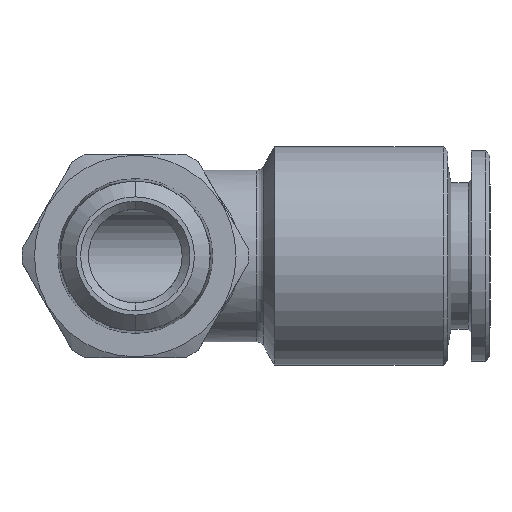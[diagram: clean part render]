
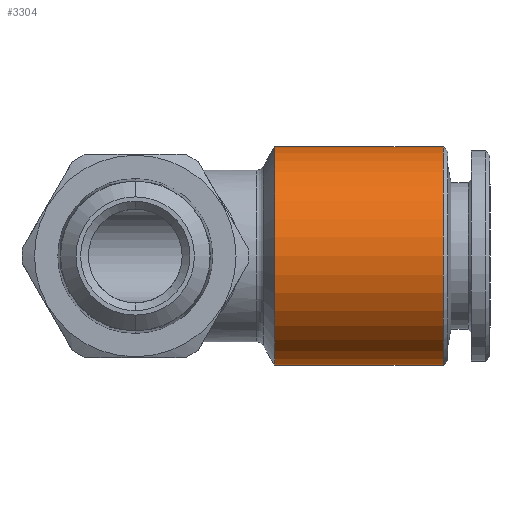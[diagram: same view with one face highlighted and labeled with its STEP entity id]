
A CAD part, front view. The second image highlights one B-rep face of the part: STEP entity #3304.
In plain terms, the highlighted cylindrical face has radius 7 mm (diameter 14 mm), a partial arc.
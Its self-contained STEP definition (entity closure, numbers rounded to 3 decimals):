
#10 = VECTOR ( 'NONE', #51, 1000. ) ;
#11 = CARTESIAN_POINT ( 'NONE',  ( 0., 0., -7. ) ) ;
#12 = LINE ( 'NONE', #11, #10 ) ;
#13 = CARTESIAN_POINT ( 'NONE',  ( 8.923, 0., -7. ) ) ;
#51 = DIRECTION ( 'NONE',  ( -1., 0., 0. ) ) ;
#495 = VERTEX_POINT ( 'NONE', #13 ) ;
#497 = EDGE_CURVE ( 'NONE', #3601, #495, #12, .T. ) ;
#1169 = CARTESIAN_POINT ( 'NONE',  ( 19.7, 0., -7. ) ) ;
#1229 = VECTOR ( 'NONE', #1244, 1000. ) ;
#1230 = CARTESIAN_POINT ( 'NONE',  ( 0., 0., 7. ) ) ;
#1231 = LINE ( 'NONE', #1230, #1229 ) ;
#1244 = DIRECTION ( 'NONE',  ( -1., 0., 0. ) ) ;
#1252 = CARTESIAN_POINT ( 'NONE',  ( 8.923, 0., 7. ) ) ;
#1614 = CARTESIAN_POINT ( 'NONE',  ( 8.923, 0., 0. ) ) ;
#1615 = AXIS2_PLACEMENT_3D ( 'NONE', #1614, #1750, #1749 ) ;
#1616 = CIRCLE ( 'NONE', #1615, 7. ) ;
#1749 = DIRECTION ( 'NONE',  ( 0., 0., -1. ) ) ;
#1750 = DIRECTION ( 'NONE',  ( 1., 0., 0. ) ) ;
#2425 = CARTESIAN_POINT ( 'NONE',  ( 19.7, 0., 7. ) ) ;
#2438 = FACE_OUTER_BOUND ( 'NONE', #3310, .T. ) ;
#2463 = CYLINDRICAL_SURFACE ( 'NONE', #2465, 7. ) ;
#2464 = CARTESIAN_POINT ( 'NONE',  ( 0., 0., 0. ) ) ;
#2465 = AXIS2_PLACEMENT_3D ( 'NONE', #2464, #2479, #2478 ) ;
#2473 = DIRECTION ( 'NONE',  ( -1., 0., 0. ) ) ;
#2474 = CARTESIAN_POINT ( 'NONE',  ( 19.7, 0., 0. ) ) ;
#2475 = AXIS2_PLACEMENT_3D ( 'NONE', #2474, #2473, #2537 ) ;
#2476 = CIRCLE ( 'NONE', #2475, 7. ) ;
#2478 = DIRECTION ( 'NONE',  ( 0., 0., 1. ) ) ;
#2479 = DIRECTION ( 'NONE',  ( -1., 0., 0. ) ) ;
#2537 = DIRECTION ( 'NONE',  ( 0., 0., 1. ) ) ;
#3134 = EDGE_CURVE ( 'NONE', #3640, #495, #1616, .T. ) ;
#3304 = ADVANCED_FACE ( 'NONE', ( #2438 ), #2463, .T. ) ;
#3305 = ORIENTED_EDGE ( 'NONE', *, *, #497, .F. ) ;
#3306 = ORIENTED_EDGE ( 'NONE', *, *, #3646, .T. ) ;
#3307 = EDGE_CURVE ( 'NONE', #3601, #3352, #2476, .T. ) ;
#3308 = ORIENTED_EDGE ( 'NONE', *, *, #3307, .T. ) ;
#3309 = ORIENTED_EDGE ( 'NONE', *, *, #3134, .T. ) ;
#3310 = EDGE_LOOP ( 'NONE', ( #3305, #3308, #3306, #3309 ) ) ;
#3352 = VERTEX_POINT ( 'NONE', #2425 ) ;
#3601 = VERTEX_POINT ( 'NONE', #1169 ) ;
#3640 = VERTEX_POINT ( 'NONE', #1252 ) ;
#3646 = EDGE_CURVE ( 'NONE', #3352, #3640, #1231, .T. ) ;
